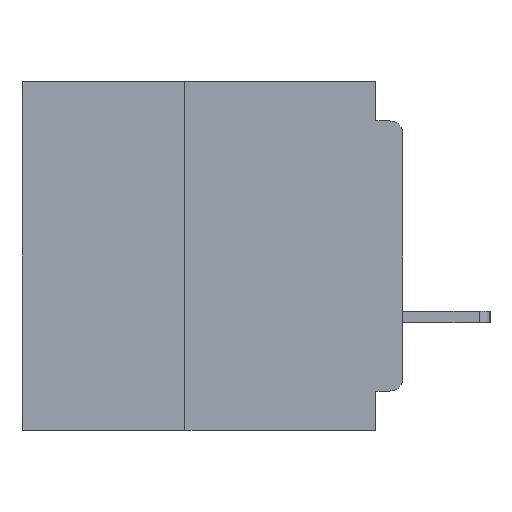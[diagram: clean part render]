
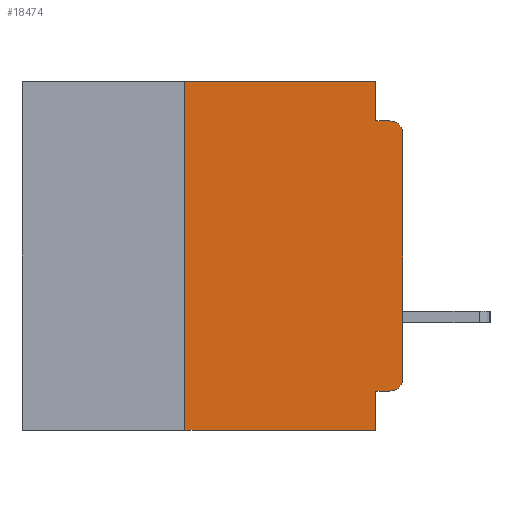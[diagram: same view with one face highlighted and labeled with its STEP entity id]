
A CAD part, left-side view. The second image highlights one B-rep face of the part: STEP entity #18474.
In plain terms, the highlighted planar face has unit normal (-1, 0, 0).
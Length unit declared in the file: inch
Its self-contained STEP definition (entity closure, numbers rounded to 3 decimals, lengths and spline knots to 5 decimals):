
#305 = CARTESIAN_POINT ( 'NONE',  ( 0., 0.437, -0.4 ) ) ;
#1053 = VECTOR ( 'NONE', #37984, 39.37008 ) ;
#1060 = LINE ( 'NONE', #5034, #8439 ) ;
#1622 = LINE ( 'NONE', #24895, #10971 ) ;
#1781 = EDGE_CURVE ( 'NONE', #22212, #11057, #1622, .T. ) ;
#1856 = VECTOR ( 'NONE', #37855, 39.37008 ) ;
#2541 = DIRECTION ( 'NONE',  ( 0., 0., 1. ) ) ;
#2618 = PLANE ( 'NONE',  #33414 ) ;
#2891 = ORIENTED_EDGE ( 'NONE', *, *, #20457, .T. ) ;
#2994 = CARTESIAN_POINT ( 'NONE',  ( 0., 0.015, -0.34 ) ) ;
#3263 = VECTOR ( 'NONE', #7313, 39.37008 ) ;
#3982 = AXIS2_PLACEMENT_3D ( 'NONE', #2994, #24766, #6207 ) ;
#5034 = CARTESIAN_POINT ( 'NONE',  ( 0., 0.031, -0.4 ) ) ;
#6207 = DIRECTION ( 'NONE',  ( 0., 0., -1. ) ) ;
#7313 = DIRECTION ( 'NONE',  ( 0., -1., 0. ) ) ;
#7512 = ORIENTED_EDGE ( 'NONE', *, *, #30263, .F. ) ;
#8068 = EDGE_CURVE ( 'NONE', #39735, #26244, #11360, .T. ) ;
#8439 = VECTOR ( 'NONE', #20564, 39.37008 ) ;
#8938 = DIRECTION ( 'NONE',  ( 0., 0., -1. ) ) ;
#9146 = CARTESIAN_POINT ( 'NONE',  ( 0., 0.031, -0.355 ) ) ;
#9952 = DIRECTION ( 'NONE',  ( 0., 0., -1. ) ) ;
#10293 = CARTESIAN_POINT ( 'NONE',  ( 0., 0.437, 0. ) ) ;
#10800 = LINE ( 'NONE', #305, #17138 ) ;
#10971 = VECTOR ( 'NONE', #24986, 39.37008 ) ;
#11057 = VERTEX_POINT ( 'NONE', #12638 ) ;
#11360 = LINE ( 'NONE', #28475, #19631 ) ;
#12136 = VERTEX_POINT ( 'NONE', #36727 ) ;
#12536 = ORIENTED_EDGE ( 'NONE', *, *, #37673, .F. ) ;
#12638 = CARTESIAN_POINT ( 'NONE',  ( 0., 0., -0.06 ) ) ;
#12839 = ORIENTED_EDGE ( 'NONE', *, *, #24809, .F. ) ;
#12973 = CIRCLE ( 'NONE', #3982, 0.015 ) ;
#13197 = CARTESIAN_POINT ( 'NONE',  ( 0., 0., -0.355 ) ) ;
#14145 = VERTEX_POINT ( 'NONE', #35944 ) ;
#15483 = CARTESIAN_POINT ( 'NONE',  ( 0., 0.015, -0.06 ) ) ;
#16058 = DIRECTION ( 'NONE',  ( 0., -1., 0. ) ) ;
#17138 = VECTOR ( 'NONE', #16058, 39.37008 ) ;
#17712 = ORIENTED_EDGE ( 'NONE', *, *, #34293, .F. ) ;
#17716 = LINE ( 'NONE', #10293, #1053 ) ;
#17800 = VERTEX_POINT ( 'NONE', #23769 ) ;
#18474 = ADVANCED_FACE ( 'NONE', ( #34286 ), #2618, .F. ) ;
#18531 = EDGE_CURVE ( 'NONE', #11057, #25129, #18782, .T. ) ;
#18597 = DIRECTION ( 'NONE',  ( 0., 0., -1. ) ) ;
#18782 = CIRCLE ( 'NONE', #39585, 0.015 ) ;
#19189 = CARTESIAN_POINT ( 'NONE',  ( 0., 0., -0.34 ) ) ;
#19245 = CARTESIAN_POINT ( 'NONE',  ( 0., 0.031, 0. ) ) ;
#19631 = VECTOR ( 'NONE', #9952, 39.37008 ) ;
#20457 = EDGE_CURVE ( 'NONE', #17800, #12136, #10800, .T. ) ;
#20564 = DIRECTION ( 'NONE',  ( 0., 0., -1. ) ) ;
#20899 = ORIENTED_EDGE ( 'NONE', *, *, #34985, .F. ) ;
#21250 = ORIENTED_EDGE ( 'NONE', *, *, #1781, .T. ) ;
#22212 = VERTEX_POINT ( 'NONE', #19189 ) ;
#22522 = ORIENTED_EDGE ( 'NONE', *, *, #8068, .F. ) ;
#22767 = CARTESIAN_POINT ( 'NONE',  ( 0., 0., -0.045 ) ) ;
#23769 = CARTESIAN_POINT ( 'NONE',  ( 0., 0.25, -0.4 ) ) ;
#24376 = CARTESIAN_POINT ( 'NONE',  ( 0., 0.437, 0. ) ) ;
#24579 = ORIENTED_EDGE ( 'NONE', *, *, #26282, .T. ) ;
#24766 = DIRECTION ( 'NONE',  ( -1., 0., 0. ) ) ;
#24809 = EDGE_CURVE ( 'NONE', #26244, #25129, #28074, .T. ) ;
#24895 = CARTESIAN_POINT ( 'NONE',  ( 0., 0., 0. ) ) ;
#24986 = DIRECTION ( 'NONE',  ( 0., 0., 1. ) ) ;
#24989 = VERTEX_POINT ( 'NONE', #39206 ) ;
#25129 = VERTEX_POINT ( 'NONE', #31469 ) ;
#26244 = VERTEX_POINT ( 'NONE', #27626 ) ;
#26282 = EDGE_CURVE ( 'NONE', #24989, #22212, #12973, .T. ) ;
#27013 = VECTOR ( 'NONE', #2541, 39.37008 ) ;
#27513 = DIRECTION ( 'NONE',  ( 1., 0., 0. ) ) ;
#27626 = CARTESIAN_POINT ( 'NONE',  ( 0., 0.031, -0.045 ) ) ;
#28074 = LINE ( 'NONE', #22767, #3263 ) ;
#28475 = CARTESIAN_POINT ( 'NONE',  ( 0., 0.031, 0. ) ) ;
#28941 = ORIENTED_EDGE ( 'NONE', *, *, #18531, .T. ) ;
#30263 = EDGE_CURVE ( 'NONE', #24989, #40177, #34907, .T. ) ;
#31469 = CARTESIAN_POINT ( 'NONE',  ( 0., 0.015, -0.045 ) ) ;
#33414 = AXIS2_PLACEMENT_3D ( 'NONE', #24376, #27513, #8938 ) ;
#34286 = FACE_OUTER_BOUND ( 'NONE', #35271, .T. ) ;
#34293 = EDGE_CURVE ( 'NONE', #14145, #39735, #17716, .T. ) ;
#34907 = LINE ( 'NONE', #13197, #1856 ) ;
#34985 = EDGE_CURVE ( 'NONE', #40177, #12136, #1060, .T. ) ;
#35271 = EDGE_LOOP ( 'NONE', ( #21250, #28941, #12839, #22522, #17712, #12536, #2891, #20899, #7512, #24579 ) ) ;
#35944 = CARTESIAN_POINT ( 'NONE',  ( 0., 0.25, 0. ) ) ;
#36180 = LINE ( 'NONE', #39679, #27013 ) ;
#36727 = CARTESIAN_POINT ( 'NONE',  ( 0., 0.031, -0.4 ) ) ;
#37058 = DIRECTION ( 'NONE',  ( -1., 0., 0. ) ) ;
#37673 = EDGE_CURVE ( 'NONE', #17800, #14145, #36180, .T. ) ;
#37855 = DIRECTION ( 'NONE',  ( 0., 1., 0. ) ) ;
#37984 = DIRECTION ( 'NONE',  ( 0., -1., 0. ) ) ;
#39206 = CARTESIAN_POINT ( 'NONE',  ( 0., 0.015, -0.355 ) ) ;
#39585 = AXIS2_PLACEMENT_3D ( 'NONE', #15483, #37058, #18597 ) ;
#39679 = CARTESIAN_POINT ( 'NONE',  ( 0., 0.25, -0.4 ) ) ;
#39735 = VERTEX_POINT ( 'NONE', #19245 ) ;
#40177 = VERTEX_POINT ( 'NONE', #9146 ) ;
